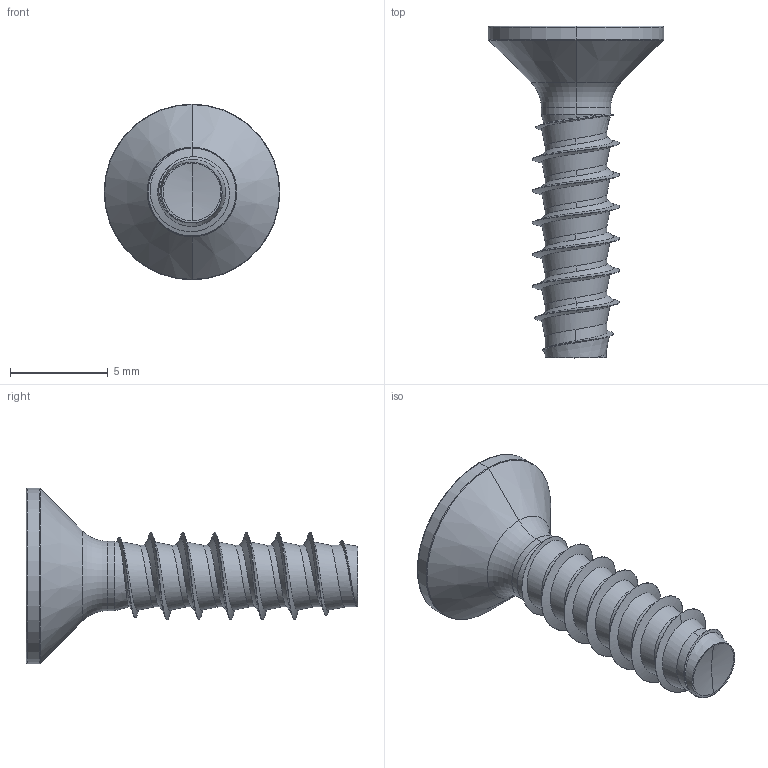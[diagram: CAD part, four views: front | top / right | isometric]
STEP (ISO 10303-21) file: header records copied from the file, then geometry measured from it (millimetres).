
FILE_DESCRIPTION (( 'STEP AP203' ), '1' );
FILE_NAME ('STP410450170.STEP', '2019-05-16T01:05:41', ( '' ), ( '' ), 'SwSTEP 2.0', 'SolidWorks 2015', '' );
FILE_SCHEMA (( 'CONFIG_CONTROL_DESIGN' ));
Length unit declared in the file: millimetre
Products named in the file (2): STP410450170
Bounding box: 9 x 17 x 9 mm (x, y, z)
Volume: 241.7 mm3; surface area: 402.1 mm2
Topology: 1 solids, 1 shells, 97 faces, 237 edges, 142 vertices
Faces by surface type: cylinder 40, bspline 35, cone 12, torus 6, sphere 2, plane 2
Entity records: 16160 total; most frequent: CARTESIAN_POINT 14087, ORIENTED_EDGE 470, DIRECTION 304, EDGE_CURVE 235, VERTEX_POINT 142, AXIS2_PLACEMENT_3D 124, B_SPLINE_CURVE_WITH_KNOTS 104, EDGE_LOOP 99
